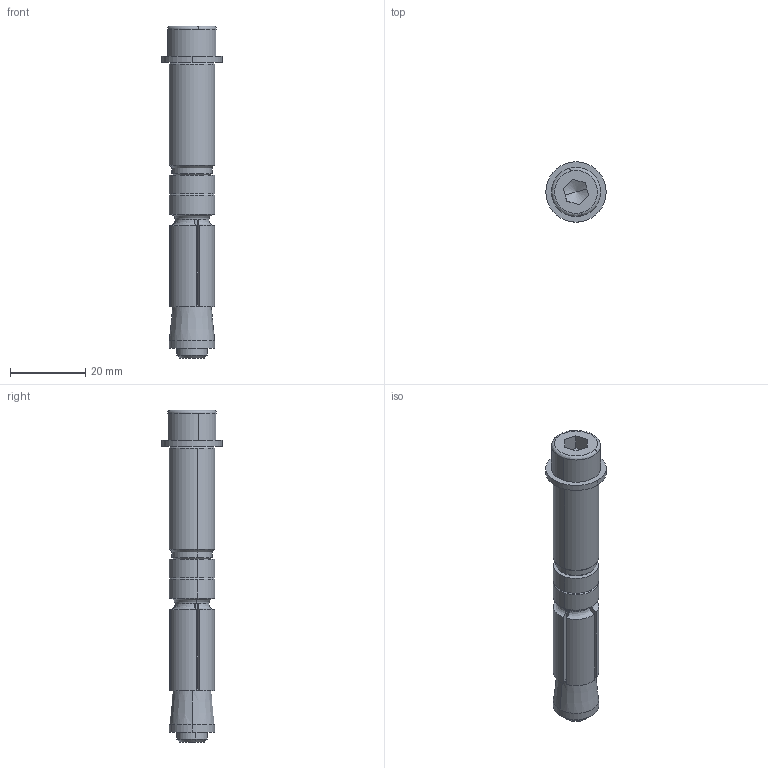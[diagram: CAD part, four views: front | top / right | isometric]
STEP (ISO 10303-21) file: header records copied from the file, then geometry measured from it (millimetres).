
FILE_DESCRIPTION((''),'2;1');
FILE_NAME('SZ1732V-A.stp','2013-08-29T10:58:39',('janine behrens'),(''),'Autodesk Inventor 2012','Autodesk Inventor 2012','');
FILE_SCHEMA(('AUTOMOTIVE_DESIGN { 1 0 10303 214 1 1 1 1 }'));
Length unit declared in the file: millimetre
Products named in the file (1): SZ1732V-A
Bounding box: 16 x 16 x 88 mm (x, y, z)
Volume: 8832.5 mm3; surface area: 7661.2 mm2
Topology: 1 solids, 1 shells, 96 faces, 239 edges, 146 vertices
Faces by surface type: plane 34, cylinder 30, cone 24, bspline 8
Entity records: 3050 total; most frequent: CARTESIAN_POINT 736, DIRECTION 506, ORIENTED_EDGE 474, EDGE_CURVE 237, AXIS2_PLACEMENT_3D 204, VERTEX_POINT 146, CIRCLE 115, EDGE_LOOP 107
